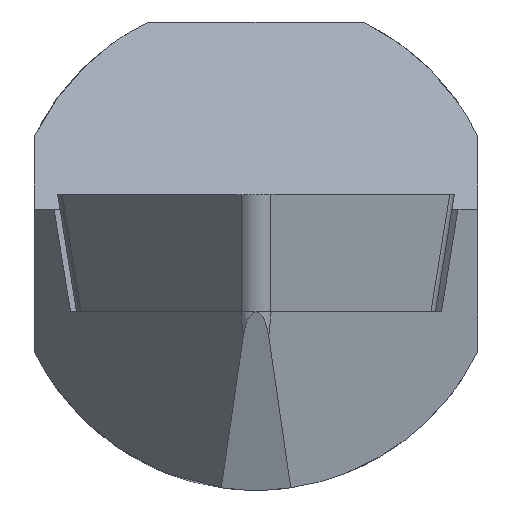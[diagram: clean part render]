
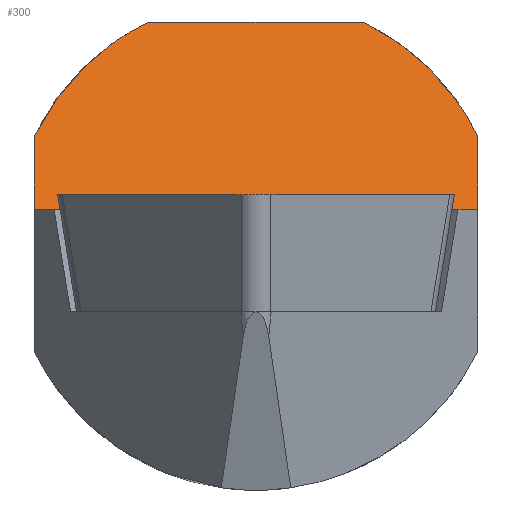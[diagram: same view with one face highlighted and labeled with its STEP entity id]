
A CAD part, left-side view. The second image highlights one B-rep face of the part: STEP entity #300.
In plain terms, the highlighted planar face has unit normal (-0.94, 0, 0.342).
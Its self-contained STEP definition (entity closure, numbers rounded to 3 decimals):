
#275=ELLIPSE('',#757,5.321,5.);
#276=ELLIPSE('',#760,5.321,5.);
#300=ADVANCED_FACE('',(#345),#318,.T.);
#318=PLANE('',#767);
#345=FACE_OUTER_BOUND('',#374,.T.);
#374=EDGE_LOOP('',(#492,#493,#494,#495,#496,#497));
#492=ORIENTED_EDGE('',*,*,#626,.T.);
#493=ORIENTED_EDGE('',*,*,#620,.F.);
#494=ORIENTED_EDGE('',*,*,#614,.F.);
#495=ORIENTED_EDGE('',*,*,#618,.F.);
#496=ORIENTED_EDGE('',*,*,#612,.F.);
#497=ORIENTED_EDGE('',*,*,#624,.F.);
#550=VERTEX_POINT('',#1013);
#552=VERTEX_POINT('',#1030);
#553=VERTEX_POINT('',#1034);
#554=VERTEX_POINT('',#1036);
#557=VERTEX_POINT('',#1060);
#560=VERTEX_POINT('',#1067);
#612=EDGE_CURVE('',#552,#550,#664,.T.);
#614=EDGE_CURVE('',#553,#554,#666,.T.);
#618=EDGE_CURVE('',#550,#553,#669,.T.);
#620=EDGE_CURVE('',#554,#557,#275,.T.);
#624=EDGE_CURVE('',#560,#552,#276,.T.);
#626=EDGE_CURVE('',#560,#557,#673,.T.);
#664=LINE('',#1031,#709);
#666=LINE('',#1035,#711);
#669=LINE('',#1056,#714);
#673=LINE('',#1071,#718);
#709=VECTOR('',#868,1.);
#711=VECTOR('',#872,1.);
#714=VECTOR('',#877,1.);
#718=VECTOR('',#895,1.);
#757=AXIS2_PLACEMENT_3D('',#1059,#881,#882);
#760=AXIS2_PLACEMENT_3D('',#1068,#889,#890);
#767=AXIS2_PLACEMENT_3D('',#1091,#904,#905);
#868=DIRECTION('',(-0.342,0.,-0.94));
#872=DIRECTION('',(0.342,0.,0.94));
#877=DIRECTION('',(0.,1.,0.));
#881=DIRECTION('',(0.94,0.,-0.342));
#882=DIRECTION('',(0.342,0.,0.94));
#889=DIRECTION('',(0.94,0.,-0.342));
#890=DIRECTION('',(0.342,0.,0.94));
#895=DIRECTION('',(0.,1.,0.));
#904=DIRECTION('',(-0.94,0.,0.342));
#905=DIRECTION('',(0.342,0.,0.94));
#1013=CARTESIAN_POINT('',(10.,-4.5,0.7));
#1030=CARTESIAN_POINT('',(10.538,-4.5,2.179));
#1031=CARTESIAN_POINT('',(1.901,-4.5,-21.551));
#1034=CARTESIAN_POINT('',(10.,4.5,0.7));
#1035=CARTESIAN_POINT('',(-0.245,4.5,-27.449));
#1036=CARTESIAN_POINT('',(10.538,4.5,2.179));
#1056=CARTESIAN_POINT('',(10.,-6.085,0.7));
#1059=CARTESIAN_POINT('',(9.745,0.,0.));
#1060=CARTESIAN_POINT('',(11.383,2.179,4.5));
#1067=CARTESIAN_POINT('',(11.383,-2.179,4.5));
#1068=CARTESIAN_POINT('',(9.745,0.,0.));
#1071=CARTESIAN_POINT('',(11.383,-6.085,4.5));
#1091=CARTESIAN_POINT('',(10.,-6.085,0.7));
